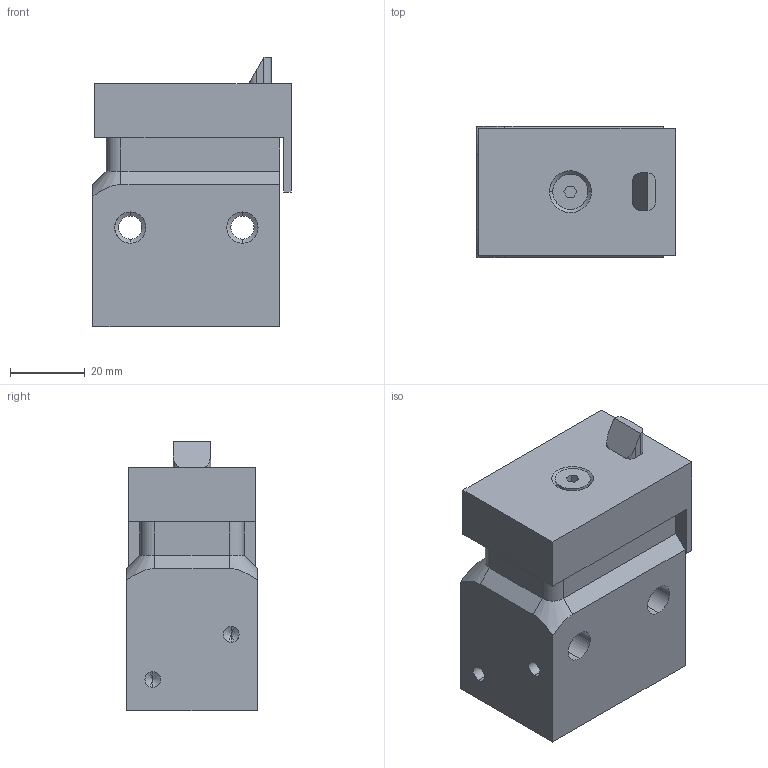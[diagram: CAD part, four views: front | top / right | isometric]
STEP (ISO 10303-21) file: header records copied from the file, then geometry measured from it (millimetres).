
FILE_DESCRIPTION (( 'STEP AP203' ), '1' );
FILE_NAME ('D070-DW.STEP', '2009-06-19T09:03:30', ( '' ), ( '' ), 'SwSTEP 2.0', 'SolidWorks 2007', '' );
FILE_SCHEMA (( 'CONFIG_CONTROL_DESIGN' ));
Length unit declared in the file: millimetre
Products named in the file (1): D070-DW
Bounding box: 53 x 35 x 72 mm (x, y, z)
Volume: 106964.8 mm3; surface area: 18871.6 mm2
Topology: 1 solids, 1 shells, 100 faces, 244 edges, 144 vertices
Faces by surface type: cylinder 40, plane 36, cone 24
Entity records: 2959 total; most frequent: CARTESIAN_POINT 551, DIRECTION 502, ORIENTED_EDGE 464, EDGE_CURVE 232, AXIS2_PLACEMENT_3D 183, VERTEX_POINT 144, VECTOR 136, LINE 136
